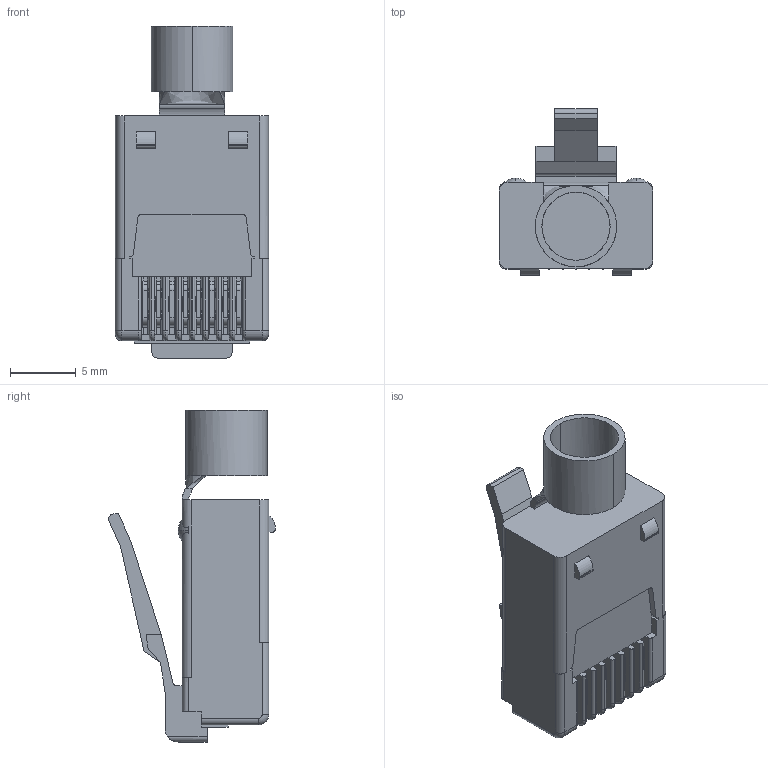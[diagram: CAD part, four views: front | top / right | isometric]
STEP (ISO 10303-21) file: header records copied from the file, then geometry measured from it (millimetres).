
FILE_DESCRIPTION(('CATIA V5 STEP Exchange','CAx-IF Rec.Pracs.--- Model Styling and Organization---1.4--- 2014-01-23'),'2;1');
FILE_NAME ('032619-2_1', '2019-11-20T13:39:10+00:00', ('none'), ('Weidmueller'), 'CATIA Version 5-6 Release 2016 SP3 HF44', 'CATIA V5 STEP AP214', 'none');
FILE_SCHEMA(('AUTOMOTIVE_DESIGN { 1 0 10303 214 1 1 1 1 }'));
Length unit declared in the file: millimetre
Products named in the file (1): 8813100000
Bounding box: 11.68 x 12.7 x 25.31 mm (x, y, z)
Volume: 1404.4 mm3; surface area: 1412.1 mm2
Topology: 1 solids, 3 shells, 504 faces, 1420 edges, 924 vertices
Faces by surface type: plane 361, cylinder 113, torus 18, sphere 8, bspline 4
Entity records: 16347 total; most frequent: CARTESIAN_POINT 3497, ORIENTED_EDGE 2840, DIRECTION 2345, EDGE_CURVE 1420, VECTOR 1139, LINE 1139, VERTEX_POINT 924, AXIS2_PLACEMENT_3D 707
